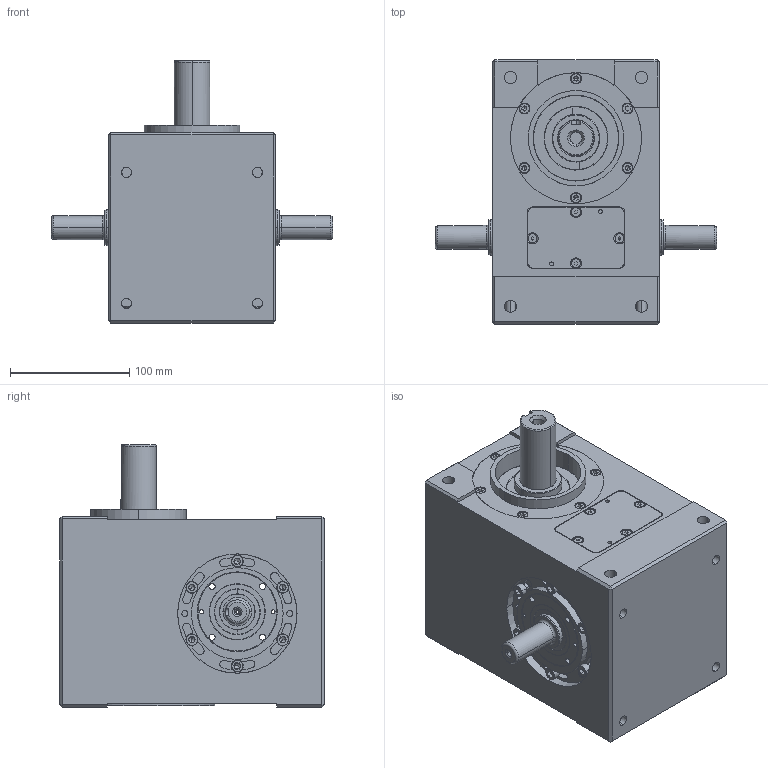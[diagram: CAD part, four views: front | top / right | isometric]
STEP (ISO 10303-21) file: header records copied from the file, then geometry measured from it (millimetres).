
FILE_DESCRIPTION (( 'STEP AP203' ), '1' );
FILE_NAME ('83DS-OUT.STEP', '2017-07-15T05:54:38', ( '' ), ( '' ), 'SwSTEP 2.0', 'SolidWorks 2015', '' );
FILE_SCHEMA (( 'CONFIG_CONTROL_DESIGN' ));
Length unit declared in the file: millimetre
Products named in the file (1): 83DS-OUT
Bounding box: 236 x 222 x 220 mm (x, y, z)
Surface area: 263651.7 mm2 (no closed solid volume)
Topology: 0 solids, 69 shells, 773 faces, 2206 edges, 1393 vertices
Faces by surface type: plane 333, cylinder 261, cone 96, torus 83
Entity records: 24877 total; most frequent: DIRECTION 4624, CARTESIAN_POINT 4549, ORIENTED_EDGE 3606, EDGE_CURVE 2152, AXIS2_PLACEMENT_3D 1716, VERTEX_POINT 1393, VECTOR 1192, LINE 1192
